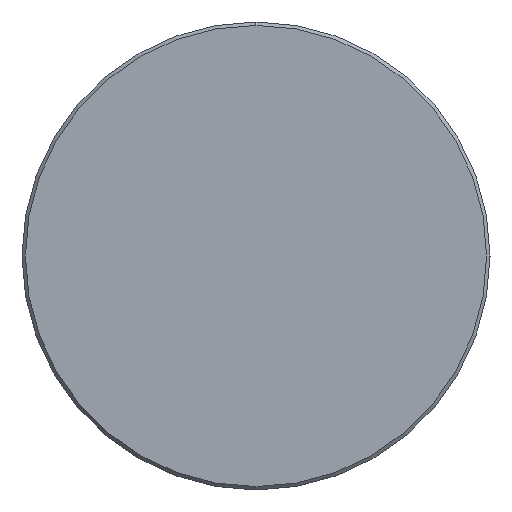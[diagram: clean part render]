
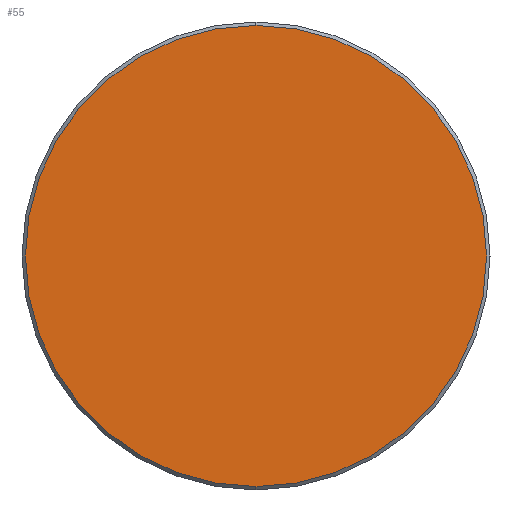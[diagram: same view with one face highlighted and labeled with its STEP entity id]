
A CAD part, left-side view. The second image highlights one B-rep face of the part: STEP entity #55.
In plain terms, the highlighted planar face has unit normal (-1, 0, 0).
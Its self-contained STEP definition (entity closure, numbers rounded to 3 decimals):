
#1 = AXIS2_PLACEMENT_3D ( 'NONE', #421, #202, #152 ) ;
#51 = CARTESIAN_POINT ( 'NONE',  ( 0., 0., -20.2 ) ) ;
#55 = ADVANCED_FACE ( 'NONE', ( #60 ), #198, .F. ) ;
#60 = FACE_OUTER_BOUND ( 'NONE', #428, .T. ) ;
#98 = AXIS2_PLACEMENT_3D ( 'NONE', #190, #293, #427 ) ;
#108 = DIRECTION ( 'NONE',  ( -1., 0., 0. ) ) ;
#152 = DIRECTION ( 'NONE',  ( 0., 0., -1. ) ) ;
#190 = CARTESIAN_POINT ( 'NONE',  ( 0., 0., 0. ) ) ;
#192 = ORIENTED_EDGE ( 'NONE', *, *, #387, .T. ) ;
#198 = PLANE ( 'NONE',  #1 ) ;
#202 = DIRECTION ( 'NONE',  ( 1., 0., 0. ) ) ;
#210 = VERTEX_POINT ( 'NONE', #442 ) ;
#293 = DIRECTION ( 'NONE',  ( -1., 0., 0. ) ) ;
#298 = AXIS2_PLACEMENT_3D ( 'NONE', #382, #108, #560 ) ;
#311 = ORIENTED_EDGE ( 'NONE', *, *, #409, .T. ) ;
#377 = VERTEX_POINT ( 'NONE', #51 ) ;
#382 = CARTESIAN_POINT ( 'NONE',  ( 0., 0., 0. ) ) ;
#387 = EDGE_CURVE ( 'NONE', #210, #377, #579, .T. ) ;
#409 = EDGE_CURVE ( 'NONE', #377, #210, #489, .T. ) ;
#421 = CARTESIAN_POINT ( 'NONE',  ( 0., 0., 0. ) ) ;
#427 = DIRECTION ( 'NONE',  ( 0., 0., 1. ) ) ;
#428 = EDGE_LOOP ( 'NONE', ( #311, #192 ) ) ;
#442 = CARTESIAN_POINT ( 'NONE',  ( 0., 0., 20.2 ) ) ;
#489 = CIRCLE ( 'NONE', #98, 20.2 ) ;
#560 = DIRECTION ( 'NONE',  ( 0., 0., 1. ) ) ;
#579 = CIRCLE ( 'NONE', #298, 20.2 ) ;
